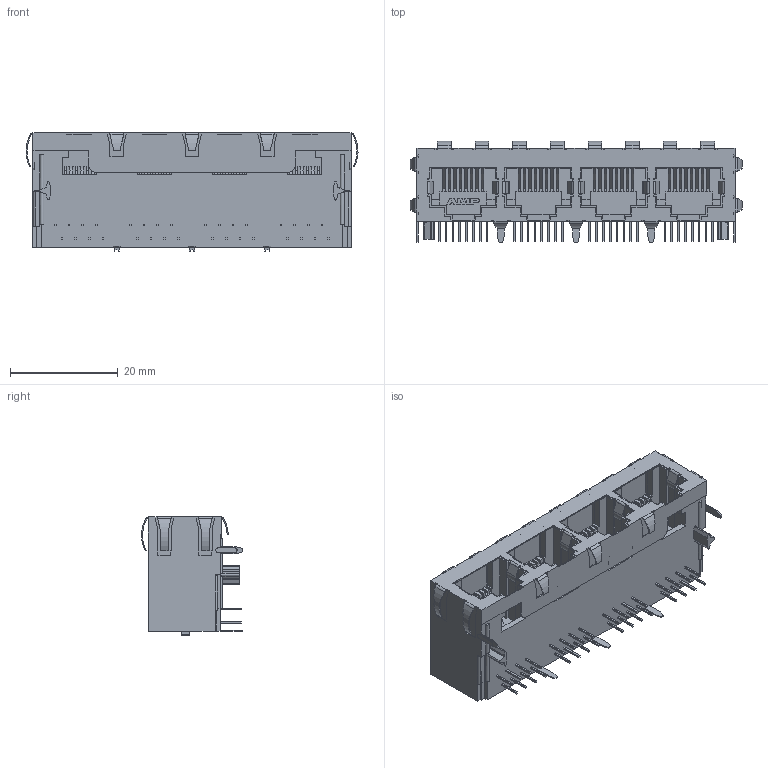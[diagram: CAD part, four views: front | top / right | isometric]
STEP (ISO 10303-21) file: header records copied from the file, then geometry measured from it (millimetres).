
FILE_DESCRIPTION((''),'2;1');
FILE_NAME('C-6339167-02-3','2007-09-07T',('workeradm'),('Tyco Electronics Corporation'),'PRO/ENGINEER BY PARAMETRIC TECHNOLOGY CORPORATION, 2005450','PRO/ENGINEER BY PARAMETRIC TECHNOLOGY CORPORATION, 2005450','');
FILE_SCHEMA(('CONFIG_CONTROL_DESIGN', 'GEOMETRIC_VALIDATION_PROPERTIES_MIM'));
Length unit declared in the file: millimetre
Products named in the file (1): C-6339167-02-3
Bounding box: 61.66 x 18.76 x 21.93 mm (x, y, z)
Volume: 10694.7 mm3; surface area: 9537.7 mm2
Topology: 1 solids, 1 shells, 1562 faces, 4596 edges, 2938 vertices
Faces by surface type: plane 1389, cylinder 171, extrusion 2
Entity records: 51259 total; most frequent: CARTESIAN_POINT 9317, ORIENTED_EDGE 9192, DIRECTION 8055, EDGE_CURVE 4596, VECTOR 4135, LINE 4133, VERTEX_POINT 2938, AXIS2_PLACEMENT_3D 1960
